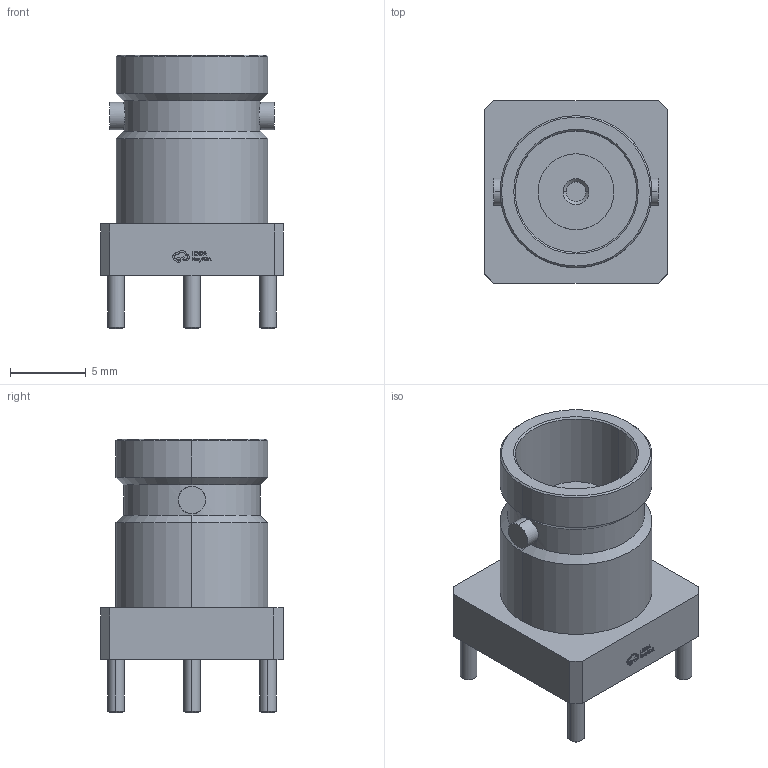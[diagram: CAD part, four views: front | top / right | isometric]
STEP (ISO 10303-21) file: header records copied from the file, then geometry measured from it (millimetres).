
FILE_DESCRIPTION (( 'STEP AP214' ), '1' );
FILE_NAME ('BNC-TH_L12.0-W12.0.STEP', '2024-07-10T14:21:03', ( '' ), ( '' ), 'SwSTEP 2.0', 'SolidWorks 2020', '' );
FILE_SCHEMA (( 'AUTOMOTIVE_DESIGN' ));
Length unit declared in the file: millimetre
Products named in the file (1): BNC-TH_L12.0-W12.0
Bounding box: 12 x 12.01 x 18 mm (x, y, z)
Volume: 974.6 mm3; surface area: 1194.3 mm2
Topology: 1 solids, 1 shells, 294 faces, 761 edges, 498 vertices
Faces by surface type: plane 148, bspline 98, cylinder 28, cone 20
Entity records: 12749 total; most frequent: CARTESIAN_POINT 2928, ORIENTED_EDGE 1522, DIRECTION 1019, EDGE_CURVE 761, VERTEX_POINT 498, LINE 489, VECTOR 489, EDGE_LOOP 323
